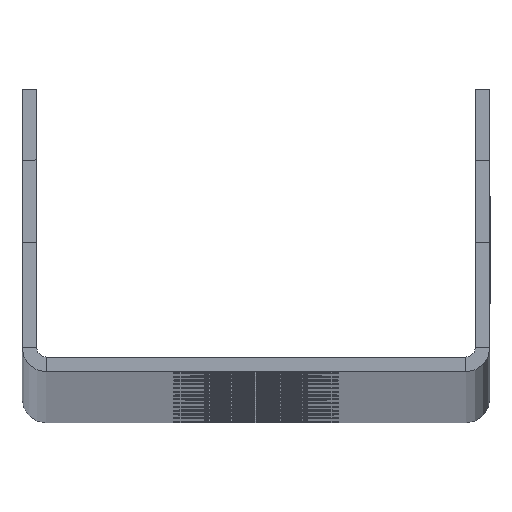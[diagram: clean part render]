
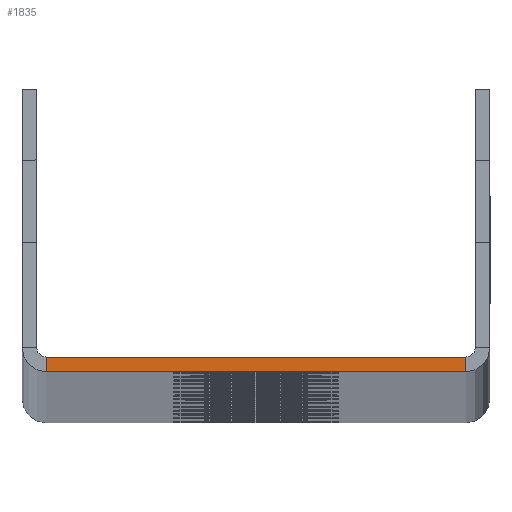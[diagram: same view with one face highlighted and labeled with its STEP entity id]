
A CAD part, top view. The second image highlights one B-rep face of the part: STEP entity #1835.
In plain terms, the highlighted planar face has unit normal (0, 0, 1).
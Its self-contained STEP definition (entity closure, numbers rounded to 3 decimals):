
#429 = FACE_OUTER_BOUND ( 'NONE', #14894, .T. ) ;
#1191 = CARTESIAN_POINT ( 'NONE',  ( 22.5, 2.5, 3000. ) ) ;
#1197 = PLANE ( 'NONE',  #3276 ) ;
#1199 = DIRECTION ( 'NONE',  ( 0., 0., 1. ) ) ;
#1200 = DIRECTION ( 'NONE',  ( 1., 0., 0. ) ) ;
#1835 = ADVANCED_FACE ( 'NONE', ( #429 ), #1197, .T. ) ;
#3144 = EDGE_CURVE ( 'NONE', #16642, #16634, #18174, .T. ) ;
#3152 = EDGE_CURVE ( 'NONE', #16637, #16635, #18184, .T. ) ;
#3160 = EDGE_CURVE ( 'NONE', #16642, #16635, #18194, .T. ) ;
#3168 = EDGE_CURVE ( 'NONE', #16634, #16637, #18201, .T. ) ;
#3276 = AXIS2_PLACEMENT_3D ( 'NONE', #1191, #1199, #1200 ) ;
#4392 = DIRECTION ( 'NONE',  ( 0., 1., 0. ) ) ;
#4400 = CARTESIAN_POINT ( 'NONE',  ( 21.5, 1.5, 3000. ) ) ;
#4413 = DIRECTION ( 'NONE',  ( 1., 0., 0. ) ) ;
#4423 = CARTESIAN_POINT ( 'NONE',  ( 21.5, 0., 3000. ) ) ;
#4436 = DIRECTION ( 'NONE',  ( 1., 0., 0. ) ) ;
#11116 = CARTESIAN_POINT ( 'NONE',  ( -21.5, 0., 3000. ) ) ;
#11148 = CARTESIAN_POINT ( 'NONE',  ( 21.5, 1.5, 3000. ) ) ;
#11150 = CARTESIAN_POINT ( 'NONE',  ( 21.5, 0., 3000. ) ) ;
#11155 = CARTESIAN_POINT ( 'NONE',  ( -21.5, 1.5, 3000. ) ) ;
#13614 = ORIENTED_EDGE ( 'NONE', *, *, #3168, .T. ) ;
#13615 = ORIENTED_EDGE ( 'NONE', *, *, #3152, .T. ) ;
#13616 = ORIENTED_EDGE ( 'NONE', *, *, #3160, .F. ) ;
#13617 = ORIENTED_EDGE ( 'NONE', *, *, #3144, .T. ) ;
#14894 = EDGE_LOOP ( 'NONE', ( #13614, #13615, #13616, #13617 ) ) ;
#16634 = VERTEX_POINT ( 'NONE', #11116 ) ;
#16635 = VERTEX_POINT ( 'NONE', #11148 ) ;
#16637 = VERTEX_POINT ( 'NONE', #11150 ) ;
#16642 = VERTEX_POINT ( 'NONE', #11155 ) ;
#18174 = LINE ( 'NONE', #20995, #18182 ) ;
#18182 = VECTOR ( 'NONE', #21009, 1000. ) ;
#18184 = LINE ( 'NONE', #21017, #18192 ) ;
#18192 = VECTOR ( 'NONE', #4392, 1000. ) ;
#18194 = LINE ( 'NONE', #4400, #18202 ) ;
#18201 = LINE ( 'NONE', #4423, #18211 ) ;
#18202 = VECTOR ( 'NONE', #4413, 1000. ) ;
#18211 = VECTOR ( 'NONE', #4436, 1000. ) ;
#20995 = CARTESIAN_POINT ( 'NONE',  ( -21.5, 1.5, 3000. ) ) ;
#21009 = DIRECTION ( 'NONE',  ( 0., -1., 0. ) ) ;
#21017 = CARTESIAN_POINT ( 'NONE',  ( 21.5, 0., 3000. ) ) ;
